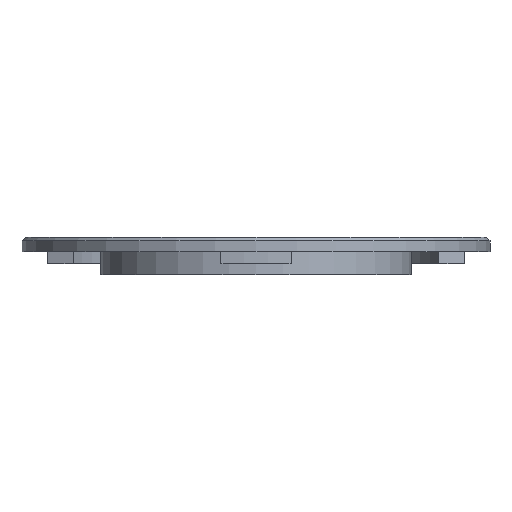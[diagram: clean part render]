
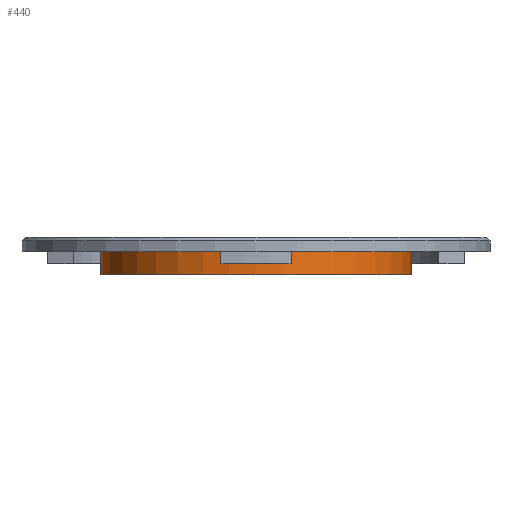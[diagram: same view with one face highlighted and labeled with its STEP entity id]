
A CAD part, front view. The second image highlights one B-rep face of the part: STEP entity #440.
In plain terms, the highlighted cylindrical face has radius 21.9 mm (diameter 43.8 mm), a full revolution.
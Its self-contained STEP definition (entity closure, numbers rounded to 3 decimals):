
#399=CARTESIAN_POINT('',(200.,0.,-0.75));
#400=DIRECTION('',(0.,0.,1.));
#401=DIRECTION('',(1.,0.,-0.));
#402=AXIS2_PLACEMENT_3D('',#399,#400,#401);
#403=CYLINDRICAL_SURFACE('',#402,21.9);
#404=CARTESIAN_POINT('',(221.9,-0.,6.5));
#405=VERTEX_POINT('',#404);
#406=CARTESIAN_POINT('',(221.9,0.,3.25));
#407=VERTEX_POINT('',#406);
#408=CARTESIAN_POINT('',(221.9,0.,6.5));
#409=DIRECTION('',(-0.,-0.,-1.));
#410=VECTOR('',#409,3.25);
#411=LINE('',#408,#410);
#412=EDGE_CURVE('',#405,#407,#411,.T.);
#413=ORIENTED_EDGE('',*,*,#412,.T.);
#414=CARTESIAN_POINT('',(178.1,-0.,3.25));
#415=VERTEX_POINT('',#414);
#416=CARTESIAN_POINT('',(200.,0.,3.25));
#417=DIRECTION('',(0.,0.,-1.));
#418=DIRECTION('',(-1.,0.,0.));
#419=AXIS2_PLACEMENT_3D('',#416,#417,#418);
#420=CIRCLE('',#419,21.9);
#421=EDGE_CURVE('',#415,#407,#420,.T.);
#422=ORIENTED_EDGE('',*,*,#421,.F.);
#423=CARTESIAN_POINT('',(200.,0.,3.25));
#424=DIRECTION('',(0.,0.,-1.));
#425=DIRECTION('',(-1.,0.,0.));
#426=AXIS2_PLACEMENT_3D('',#423,#424,#425);
#427=CIRCLE('',#426,21.9);
#428=EDGE_CURVE('',#407,#415,#427,.T.);
#429=ORIENTED_EDGE('',*,*,#428,.F.);
#430=ORIENTED_EDGE('',*,*,#412,.F.);
#431=CARTESIAN_POINT('',(200.,0.,6.5));
#432=DIRECTION('',(-0.,-0.,-1.));
#433=DIRECTION('',(1.,0.,-0.));
#434=AXIS2_PLACEMENT_3D('',#431,#432,#433);
#435=CIRCLE('',#434,21.9);
#436=EDGE_CURVE('',#405,#405,#435,.T.);
#437=ORIENTED_EDGE('',*,*,#436,.T.);
#438=EDGE_LOOP('',(#413,#422,#429,#430,#437));
#439=FACE_BOUND('',#438,.T.);
#440=ADVANCED_FACE('',(#439),#403,.T.);
